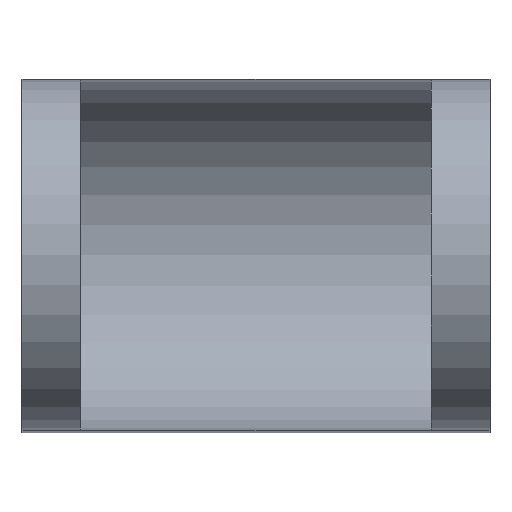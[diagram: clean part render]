
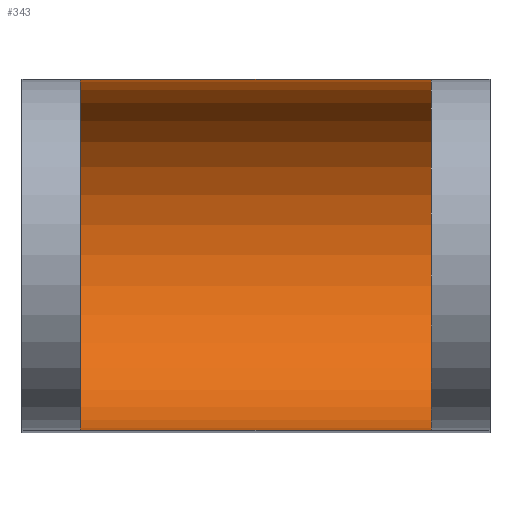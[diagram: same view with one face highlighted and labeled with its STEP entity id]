
A CAD part, top view. The second image highlights one B-rep face of the part: STEP entity #343.
In plain terms, the highlighted cylindrical face has radius 150 mm (diameter 300 mm), a partial arc.
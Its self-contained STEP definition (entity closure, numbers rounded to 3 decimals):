
#19=CYLINDRICAL_SURFACE('',#386,150.);
#34=FACE_OUTER_BOUND('',#53,.T.);
#53=EDGE_LOOP('',(#250,#251,#252,#253,#254,#255));
#74=LINE('',#531,#106);
#75=LINE('',#533,#107);
#82=LINE('',#548,#114);
#83=LINE('',#550,#115);
#106=VECTOR('',#429,10.);
#107=VECTOR('',#430,10.);
#114=VECTOR('',#439,10.);
#115=VECTOR('',#442,10.);
#137=CIRCLE('',#383,150.);
#139=CIRCLE('',#387,150.);
#154=VERTEX_POINT('',#522);
#155=VERTEX_POINT('',#524);
#157=VERTEX_POINT('',#530);
#158=VERTEX_POINT('',#532);
#164=VERTEX_POINT('',#546);
#165=VERTEX_POINT('',#547);
#190=EDGE_CURVE('',#155,#154,#137,.T.);
#193=EDGE_CURVE('',#157,#155,#74,.T.);
#194=EDGE_CURVE('',#157,#158,#75,.T.);
#201=EDGE_CURVE('',#164,#165,#82,.T.);
#202=EDGE_CURVE('',#165,#158,#139,.T.);
#203=EDGE_CURVE('',#164,#154,#83,.T.);
#250=ORIENTED_EDGE('',*,*,#201,.T.);
#251=ORIENTED_EDGE('',*,*,#202,.T.);
#252=ORIENTED_EDGE('',*,*,#194,.F.);
#253=ORIENTED_EDGE('',*,*,#193,.T.);
#254=ORIENTED_EDGE('',*,*,#190,.T.);
#255=ORIENTED_EDGE('',*,*,#203,.F.);
#343=ADVANCED_FACE('',(#34),#19,.F.);
#383=AXIS2_PLACEMENT_3D('',#525,#422,#423);
#386=AXIS2_PLACEMENT_3D('',#545,#437,#438);
#387=AXIS2_PLACEMENT_3D('',#549,#440,#441);
#422=DIRECTION('center_axis',(1.,0.,0.));
#423=DIRECTION('ref_axis',(0.,1.,0.));
#429=DIRECTION('',(1.,0.,0.));
#430=DIRECTION('',(-1.,0.,0.));
#437=DIRECTION('center_axis',(-1.,0.,0.));
#438=DIRECTION('ref_axis',(0.,1.,0.));
#439=DIRECTION('',(-1.,0.,0.));
#440=DIRECTION('center_axis',(-1.,0.,0.));
#441=DIRECTION('ref_axis',(0.,1.,0.));
#442=DIRECTION('',(1.,0.,0.));
#522=CARTESIAN_POINT('',(350.,55.,72.564));
#524=CARTESIAN_POINT('',(350.,-245.,72.564));
#525=CARTESIAN_POINT('Origin',(350.,-95.,72.564));
#530=CARTESIAN_POINT('',(200.,-245.,72.564));
#531=CARTESIAN_POINT('',(200.,-245.,72.564));
#532=CARTESIAN_POINT('',(50.,-245.,72.564));
#533=CARTESIAN_POINT('',(200.,-245.,72.564));
#545=CARTESIAN_POINT('Origin',(200.,-95.,72.564));
#546=CARTESIAN_POINT('',(200.,55.,72.564));
#547=CARTESIAN_POINT('',(50.,55.,72.564));
#548=CARTESIAN_POINT('',(200.,55.,72.564));
#549=CARTESIAN_POINT('Origin',(50.,-95.,72.564));
#550=CARTESIAN_POINT('',(200.,55.,72.564));
